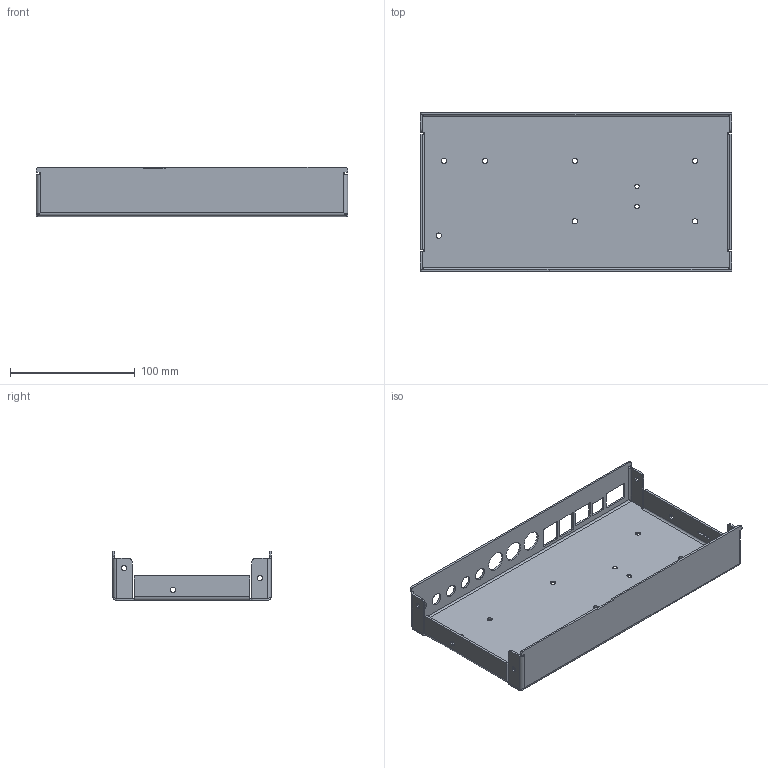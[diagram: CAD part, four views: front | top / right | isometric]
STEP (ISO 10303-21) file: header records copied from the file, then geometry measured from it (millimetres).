
FILE_DESCRIPTION((''),'2;1');
FILE_NAME('Z2_LITTLECASE_BEND_BASE','2023-03-13T',('ramon'),(''),'PRO/ENGINEER BY PARAMETRIC TECHNOLOGY CORPORATION, 2013230','PRO/ENGINEER BY PARAMETRIC TECHNOLOGY CORPORATION, 2013230','');
FILE_SCHEMA(('CONFIG_CONTROL_DESIGN'));
Length unit declared in the file: millimetre
Products named in the file (1): Z2_LITTLECASE_BEND_BASE
Bounding box: 250 x 127 x 39.5 mm (x, y, z)
Volume: 78986.1 mm3; surface area: 108287.9 mm2
Topology: 1 solids, 1 shells, 230 faces, 616 edges, 388 vertices
Faces by surface type: cylinder 122, plane 88, bspline 16, cone 4
Entity records: 8027 total; most frequent: CARTESIAN_POINT 2051, DIRECTION 1244, ORIENTED_EDGE 1232, EDGE_CURVE 616, AXIS2_PLACEMENT_3D 446, VERTEX_POINT 388, VECTOR 352, LINE 352
